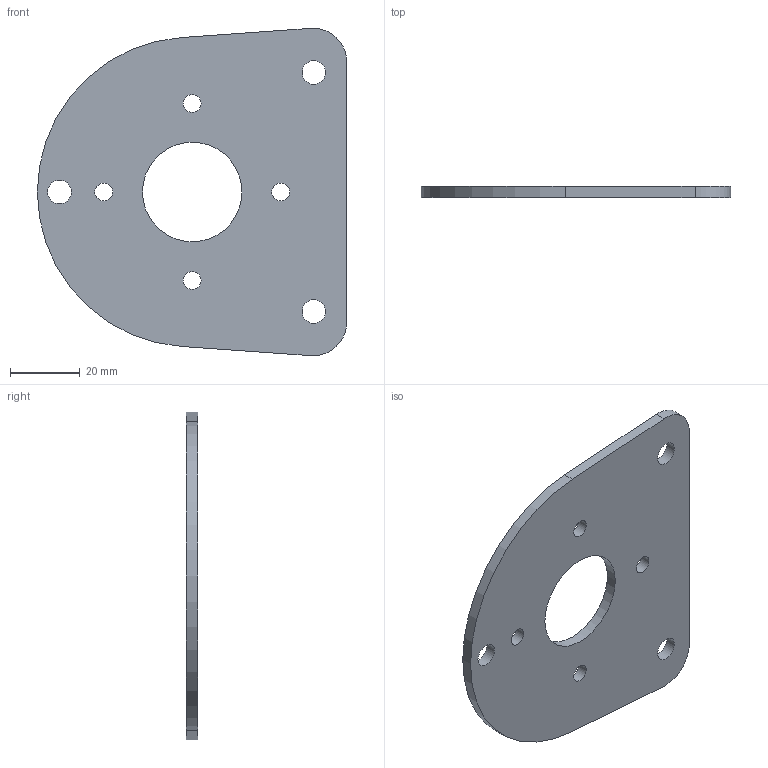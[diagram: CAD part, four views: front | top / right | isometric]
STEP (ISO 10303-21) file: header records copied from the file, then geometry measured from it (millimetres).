
FILE_DESCRIPTION (( 'STEP AP214' ), '1' );
FILE_NAME ('GE-22443.STEP', '2021-08-25T18:48:42', ( '' ), ( '' ), 'SwSTEP 2.0', 'SolidWorks 2021', '' );
FILE_SCHEMA (( 'AUTOMOTIVE_DESIGN' ));
Length unit declared in the file: inch
Products named in the file (1): GE-22443
Bounding box: 88.77 x 3.17 x 93.98 mm (x, y, z)
Volume: 20059 mm3; surface area: 14324.4 mm2
Topology: 1 solids, 1 shells, 16 faces, 42 edges, 28 vertices
Faces by surface type: cylinder 11, plane 5
Full cylindrical faces by diameter (mm): 5.105 x4, 6.756 x3, 28.562 x1
Entity records: 540 total; most frequent: DIRECTION 90, CARTESIAN_POINT 79, ORIENTED_EDGE 68, EDGE_LOOP 40, AXIS2_PLACEMENT_3D 39, EDGE_CURVE 34, VERTEX_POINT 28, FACE_OUTER_BOUND 24
